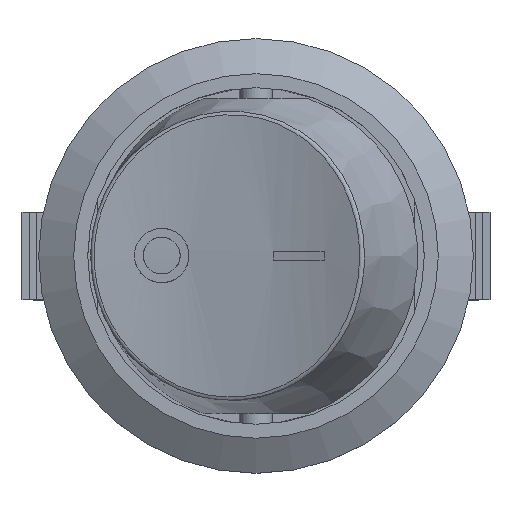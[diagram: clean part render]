
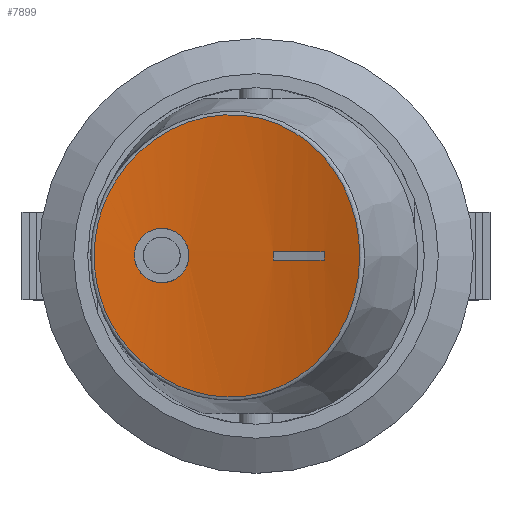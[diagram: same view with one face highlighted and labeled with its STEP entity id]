
A CAD part, top view. The second image highlights one B-rep face of the part: STEP entity #7899.
In plain terms, the highlighted cylindrical face has radius 32.5 mm (diameter 65 mm), a partial arc.
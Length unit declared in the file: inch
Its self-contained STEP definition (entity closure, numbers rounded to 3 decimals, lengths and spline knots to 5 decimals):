
#111=CYLINDRICAL_SURFACE('',#8351,1.27952);
#130=B_SPLINE_CURVE_WITH_KNOTS('',3,(#10566,#10567,#10568,#10569,#10570,
#10571,#10572,#10573,#10574,#10575,#10576,#10577,#10578,#10579,#10580,#10581,
#10582,#10583),.UNSPECIFIED.,.F.,.F.,(4,2,2,2,2,2,2,2,4),(-0.93793,
-0.87957,-0.82121,-0.76248,-0.70375,
-0.64474,-0.58574,-0.52735,-0.46896),
 .UNSPECIFIED.);
#131=B_SPLINE_CURVE_WITH_KNOTS('',3,(#10584,#10585,#10586,#10587,#10588,
#10589,#10590,#10591,#10592,#10593,#10594,#10595,#10596,#10597,#10598,#10599,
#10600,#10601),.UNSPECIFIED.,.F.,.F.,(4,2,2,2,2,2,2,2,4),(-0.46896,
-0.41058,-0.35219,-0.29319,-0.23418,
-0.17545,-0.11672,-0.05836,0.),
 .UNSPECIFIED.);
#139=B_SPLINE_CURVE_WITH_KNOTS('',3,(#10807,#10808,#10809,#10810,#10811,
#10812,#10813,#10814,#10815,#10816,#10817,#10818,#10819,#10820,#10821,#10822),
 .UNSPECIFIED.,.T.,.F.,(4,1,1,1,1,1,1,1,1,1,1,1,1,4),(-7.4733,
-7.11743,-6.76156,-6.40569,-6.13878,
-6.04982,-5.33807,-4.86358,-4.62633,
-3.91459,-3.55871,-3.20284,-2.84697,
-2.4911),.UNSPECIFIED.);
#346=FACE_BOUND('',#878,.T.);
#347=FACE_BOUND('',#879,.T.);
#393=CIRCLE('',#8338,1.27952);
#394=CIRCLE('',#8342,1.27952);
#461=FACE_OUTER_BOUND('',#877,.T.);
#877=EDGE_LOOP('',(#5063));
#878=EDGE_LOOP('',(#5064,#5065,#5066,#5067));
#879=EDGE_LOOP('',(#5068,#5069));
#1360=LINE('',#10556,#2229);
#1361=LINE('',#10559,#2230);
#2229=VECTOR('',#8829,0.3937);
#2230=VECTOR('',#8832,0.3937);
#3105=VERTEX_POINT('',#10548);
#3106=VERTEX_POINT('',#10550);
#3107=VERTEX_POINT('',#10554);
#3108=VERTEX_POINT('',#10558);
#3109=VERTEX_POINT('',#10564);
#3110=VERTEX_POINT('',#10565);
#3117=VERTEX_POINT('',#10801);
#3869=EDGE_CURVE('',#3106,#3105,#393,.T.);
#3872=EDGE_CURVE('',#3105,#3107,#1360,.T.);
#3873=EDGE_CURVE('',#3108,#3106,#1361,.T.);
#3875=EDGE_CURVE('',#3107,#3108,#394,.T.);
#3876=EDGE_CURVE('',#3109,#3110,#130,.T.);
#3877=EDGE_CURVE('',#3110,#3109,#131,.T.);
#3887=EDGE_CURVE('',#3117,#3117,#139,.T.);
#5063=ORIENTED_EDGE('',*,*,#3887,.F.);
#5064=ORIENTED_EDGE('',*,*,#3869,.T.);
#5065=ORIENTED_EDGE('',*,*,#3872,.T.);
#5066=ORIENTED_EDGE('',*,*,#3875,.T.);
#5067=ORIENTED_EDGE('',*,*,#3873,.T.);
#5068=ORIENTED_EDGE('',*,*,#3876,.T.);
#5069=ORIENTED_EDGE('',*,*,#3877,.T.);
#7899=ADVANCED_FACE('',(#461,#346,#347),#111,.F.);
#8338=AXIS2_PLACEMENT_3D('',#10551,#8823,#8824);
#8342=AXIS2_PLACEMENT_3D('',#10562,#8836,#8837);
#8351=AXIS2_PLACEMENT_3D('',#10829,#8856,#8857);
#8823=DIRECTION('center_axis',(0.,1.,0.));
#8824=DIRECTION('ref_axis',(0.008,0.,1.));
#8829=DIRECTION('',(0.,1.,0.));
#8832=DIRECTION('',(0.,-1.,0.));
#8836=DIRECTION('center_axis',(0.,-1.,0.));
#8837=DIRECTION('ref_axis',(0.008,0.,1.));
#8856=DIRECTION('center_axis',(0.,-1.,0.));
#8857=DIRECTION('ref_axis',(0.008,0.,1.));
#10548=CARTESIAN_POINT('',(0.03833,-0.00945,0.07936));
#10550=CARTESIAN_POINT('',(0.1532,-0.00945,0.12338));
#10551=CARTESIAN_POINT('Origin',(-0.36155,-0.00945,
1.29479));
#10554=CARTESIAN_POINT('',(0.03833,0.00945,0.07936));
#10556=CARTESIAN_POINT('',(0.03833,0.,0.07936));
#10558=CARTESIAN_POINT('',(0.1532,0.00945,0.12338));
#10559=CARTESIAN_POINT('',(0.1532,0.,0.12338));
#10562=CARTESIAN_POINT('Origin',(-0.36155,0.00945,
1.29479));
#10564=CARTESIAN_POINT('',(-0.15089,0.00086,0.03273));
#10565=CARTESIAN_POINT('',(-0.27303,0.00086,0.01834));
#10566=CARTESIAN_POINT('Ctrl Pts',(-0.15089,0.00086,
0.03273));
#10567=CARTESIAN_POINT('Ctrl Pts',(-0.15089,-0.0068,
0.03273));
#10568=CARTESIAN_POINT('Ctrl Pts',(-0.1524,-0.01497,
0.03248));
#10569=CARTESIAN_POINT('Ctrl Pts',(-0.15856,-0.02999,
0.03147));
#10570=CARTESIAN_POINT('Ctrl Pts',(-0.1632,-0.03684,
0.03073));
#10571=CARTESIAN_POINT('Ctrl Pts',(-0.17395,-0.04769,
0.02909));
#10572=CARTESIAN_POINT('Ctrl Pts',(-0.18079,-0.0524,
0.02808));
#10573=CARTESIAN_POINT('Ctrl Pts',(-0.19579,-0.05864,
0.02603));
#10574=CARTESIAN_POINT('Ctrl Pts',(-0.20395,-0.06016,
0.02499));
#10575=CARTESIAN_POINT('Ctrl Pts',(-0.21929,-0.06016,
0.02318));
#10576=CARTESIAN_POINT('Ctrl Pts',(-0.22751,-0.05862,
0.02229));
#10577=CARTESIAN_POINT('Ctrl Pts',(-0.24265,-0.05237,
0.02079));
#10578=CARTESIAN_POINT('Ctrl Pts',(-0.24957,-0.04765,
0.02017));
#10579=CARTESIAN_POINT('Ctrl Pts',(-0.26047,-0.0368,
0.01926));
#10580=CARTESIAN_POINT('Ctrl Pts',(-0.2652,-0.02997,
0.0189));
#10581=CARTESIAN_POINT('Ctrl Pts',(-0.27147,-0.01497,
0.01844));
#10582=CARTESIAN_POINT('Ctrl Pts',(-0.27303,-0.0068,
0.01834));
#10583=CARTESIAN_POINT('Ctrl Pts',(-0.27303,0.00086,
0.01834));
#10584=CARTESIAN_POINT('Ctrl Pts',(-0.27303,0.00086,
0.01834));
#10585=CARTESIAN_POINT('Ctrl Pts',(-0.27303,0.00852,
0.01834));
#10586=CARTESIAN_POINT('Ctrl Pts',(-0.27147,0.01669,
0.01844));
#10587=CARTESIAN_POINT('Ctrl Pts',(-0.2652,0.03169,
0.0189));
#10588=CARTESIAN_POINT('Ctrl Pts',(-0.26047,0.03853,
0.01926));
#10589=CARTESIAN_POINT('Ctrl Pts',(-0.24957,0.04937,
0.02017));
#10590=CARTESIAN_POINT('Ctrl Pts',(-0.24265,0.05409,
0.02079));
#10591=CARTESIAN_POINT('Ctrl Pts',(-0.22751,0.06035,
0.02229));
#10592=CARTESIAN_POINT('Ctrl Pts',(-0.21929,0.06188,
0.02318));
#10593=CARTESIAN_POINT('Ctrl Pts',(-0.20395,0.06188,
0.02499));
#10594=CARTESIAN_POINT('Ctrl Pts',(-0.19579,0.06036,
0.02603));
#10595=CARTESIAN_POINT('Ctrl Pts',(-0.18079,0.05412,
0.02808));
#10596=CARTESIAN_POINT('Ctrl Pts',(-0.17395,0.04942,
0.02909));
#10597=CARTESIAN_POINT('Ctrl Pts',(-0.1632,0.03856,
0.03073));
#10598=CARTESIAN_POINT('Ctrl Pts',(-0.15856,0.03171,
0.03147));
#10599=CARTESIAN_POINT('Ctrl Pts',(-0.1524,0.01669,
0.03248));
#10600=CARTESIAN_POINT('Ctrl Pts',(-0.15089,0.00852,
0.03273));
#10601=CARTESIAN_POINT('Ctrl Pts',(-0.15089,0.00086,
0.03273));
#10801=CARTESIAN_POINT('',(0.23295,0.00003,0.16177));
#10807=CARTESIAN_POINT('Ctrl Pts',(0.23295,0.00003,
0.16177));
#10808=CARTESIAN_POINT('Ctrl Pts',(0.23295,-0.04687,
0.16177));
#10809=CARTESIAN_POINT('Ctrl Pts',(0.21423,-0.1409,
0.15168));
#10810=CARTESIAN_POINT('Ctrl Pts',(0.13462,-0.25455,
0.11365));
#10811=CARTESIAN_POINT('Ctrl Pts',(0.02385,-0.31432,
0.07254));
#10812=CARTESIAN_POINT('Ctrl Pts',(-0.06756,-0.3196,
0.0489));
#10813=CARTESIAN_POINT('Ctrl Pts',(-0.20382,-0.29575,
0.02086));
#10814=CARTESIAN_POINT('Ctrl Pts',(-0.34572,-0.17691,
0.01413));
#10815=CARTESIAN_POINT('Ctrl Pts',(-0.37372,0.01697,
0.01554));
#10816=CARTESIAN_POINT('Ctrl Pts',(-0.31916,0.19912,
0.01497));
#10817=CARTESIAN_POINT('Ctrl Pts',(-0.17419,0.32014,
0.02264));
#10818=CARTESIAN_POINT('Ctrl Pts',(0.01405,0.31957,
0.0689));
#10819=CARTESIAN_POINT('Ctrl Pts',(0.13417,0.25483,
0.11349));
#10820=CARTESIAN_POINT('Ctrl Pts',(0.2143,0.14105,
0.15169));
#10821=CARTESIAN_POINT('Ctrl Pts',(0.23294,0.04693,
0.16177));
#10822=CARTESIAN_POINT('Ctrl Pts',(0.23295,0.00003,
0.16177));
#10829=CARTESIAN_POINT('Origin',(-0.36155,0.,
1.29479));
